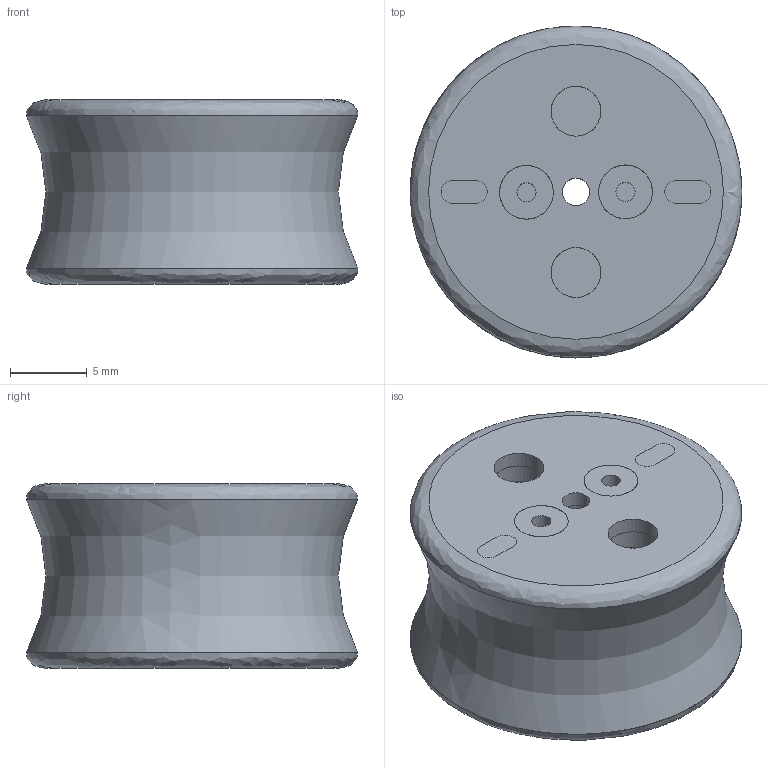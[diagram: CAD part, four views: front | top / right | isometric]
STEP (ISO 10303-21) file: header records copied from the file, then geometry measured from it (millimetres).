
FILE_DESCRIPTION(('HOOPS Exchange Step'),'2;1');
FILE_NAME('temp_export','2024-01-19T14:19:31-05:00',('jscotto'),('Shapr3D Limited'),'HOOPS Exchange 2023.2','Shapr3D','Authorized');
FILE_SCHEMA( ('AUTOMOTIVE_DESIGN { 1 0 10303 214 1 1 1 1 }') );
Length unit declared in the file: millimetre
Products named in the file (2): B; Middle
Assembly tree (1 placements, depth 2):
  Middle
    B
Bounding box: 21.6 x 21.6 x 12 mm (x, y, z)
Volume: 3688.5 mm3; surface area: 3140.2 mm2
Topology: 3 solids, 3 shells, 69 faces, 157 edges, 113 vertices
Faces by surface type: plane 34, cylinder 18, bspline 16, extrusion 1
Full cylindrical faces by diameter (mm): 1.25 x2, 1.8 x2, 3.25 x2
Entity records: 13467 total; most frequent: CARTESIAN_POINT 11930, ORIENTED_EDGE 314, DIRECTION 244, EDGE_CURVE 157, VERTEX_POINT 113, EDGE_LOOP 106, FACE_BOUND 106, AXIS2_PLACEMENT_3D 97
